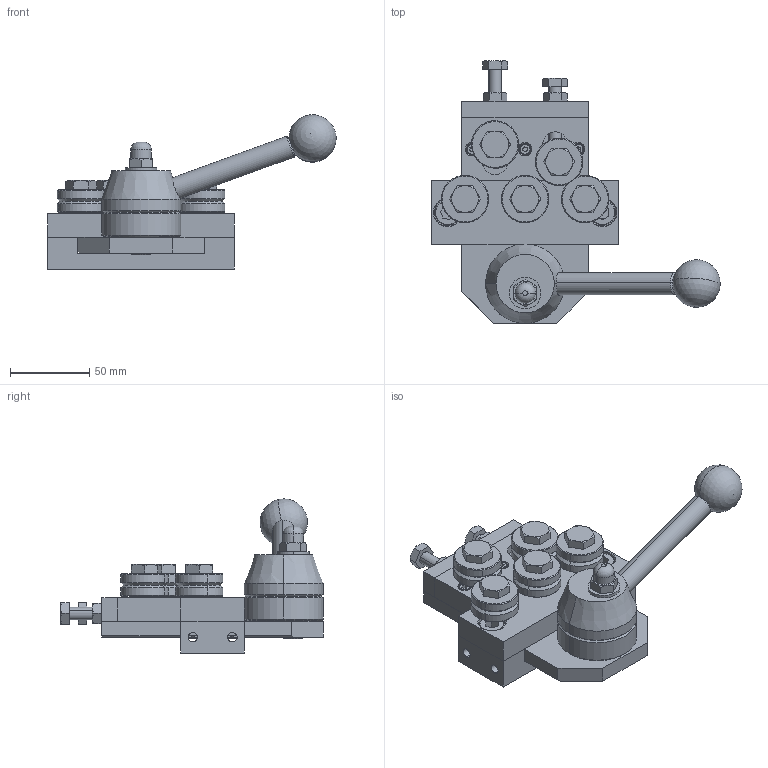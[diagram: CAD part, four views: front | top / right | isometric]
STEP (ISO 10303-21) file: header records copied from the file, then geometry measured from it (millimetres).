
FILE_DESCRIPTION (( 'STEP AP203' ), '1' );
FILE_NAME ('150401 STEP_ 0811.STEP', '2015-04-01T08:10:37', ( '' ), ( '' ), 'SwSTEP 2.0', 'SolidWorks 2012', '' );
FILE_SCHEMA (( 'CONFIG_CONTROL_DESIGN' ));
Length unit declared in the file: millimetre
Products named in the file (1): 150401 STEP_ 0811
Bounding box: 182.31 x 166 x 97.39 mm (x, y, z)
Surface area: 94360.3 mm2 (no closed solid volume)
Topology: 0 solids, 41 shells, 435 faces, 1137 edges, 737 vertices
Faces by surface type: plane 182, cone 151, cylinder 98, torus 2, sphere 2
Entity records: 13917 total; most frequent: CARTESIAN_POINT 3272, DIRECTION 2285, ORIENTED_EDGE 1945, EDGE_CURVE 1132, AXIS2_PLACEMENT_3D 859, VERTEX_POINT 734, LINE 567, VECTOR 567
